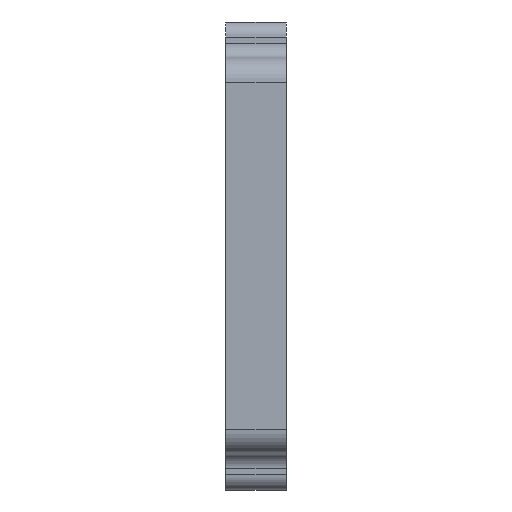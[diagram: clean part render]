
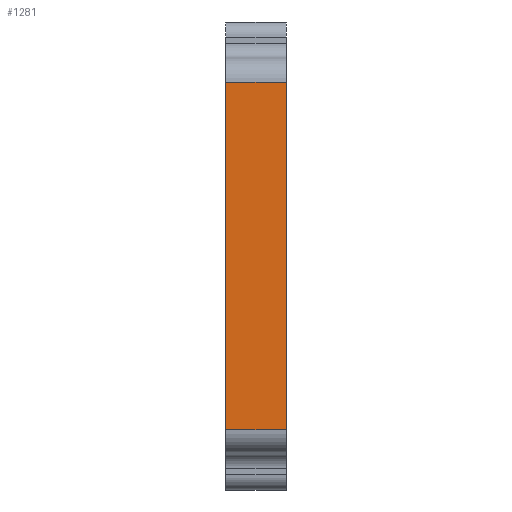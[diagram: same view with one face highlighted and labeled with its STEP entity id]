
A CAD part, left-side view. The second image highlights one B-rep face of the part: STEP entity #1281.
In plain terms, the highlighted planar face has unit normal (-1, 0, 0).
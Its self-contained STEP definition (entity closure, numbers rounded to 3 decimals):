
#58=PLANE('',#1412);
#105=FACE_OUTER_BOUND('',#187,.T.);
#187=EDGE_LOOP('',(#1060,#1061,#1062,#1063));
#233=LINE('',#1872,#355);
#264=LINE('',#1987,#386);
#316=LINE('',#2126,#438);
#317=LINE('',#2128,#439);
#355=VECTOR('',#1483,10.);
#386=VECTOR('',#1576,10.);
#438=VECTOR('',#1714,10.);
#439=VECTOR('',#1717,10.);
#544=VERTEX_POINT('',#1869);
#545=VERTEX_POINT('',#1871);
#597=VERTEX_POINT('',#1984);
#598=VERTEX_POINT('',#1986);
#669=EDGE_CURVE('',#544,#545,#233,.T.);
#727=EDGE_CURVE('',#597,#598,#264,.T.);
#798=EDGE_CURVE('',#598,#544,#316,.T.);
#799=EDGE_CURVE('',#545,#597,#317,.T.);
#1060=ORIENTED_EDGE('',*,*,#798,.F.);
#1061=ORIENTED_EDGE('',*,*,#727,.F.);
#1062=ORIENTED_EDGE('',*,*,#799,.F.);
#1063=ORIENTED_EDGE('',*,*,#669,.F.);
#1281=ADVANCED_FACE('',(#105),#58,.T.);
#1412=AXIS2_PLACEMENT_3D('',#2127,#1715,#1716);
#1483=DIRECTION('',(0.,0.,1.));
#1576=DIRECTION('',(0.,0.,-1.));
#1714=DIRECTION('',(0.,1.,0.));
#1715=DIRECTION('center_axis',(-1.,0.,0.));
#1716=DIRECTION('ref_axis',(0.,0.,-1.));
#1717=DIRECTION('',(0.,-1.,0.));
#1869=CARTESIAN_POINT('',(-7.638,2.448,-28.371));
#1871=CARTESIAN_POINT('',(-7.638,2.448,0.575));
#1872=CARTESIAN_POINT('',(-7.638,2.448,-33.071));
#1984=CARTESIAN_POINT('',(-7.638,-2.553,0.575));
#1986=CARTESIAN_POINT('',(-7.638,-2.553,-28.371));
#1987=CARTESIAN_POINT('',(-7.638,-2.552,-33.071));
#2126=CARTESIAN_POINT('',(-7.638,-0.052,-28.371));
#2127=CARTESIAN_POINT('Origin',(-7.638,-0.053,0.575));
#2128=CARTESIAN_POINT('',(-7.638,-0.053,0.575));
